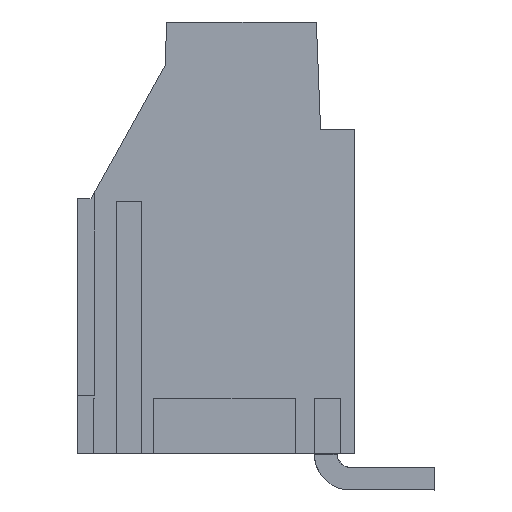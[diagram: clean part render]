
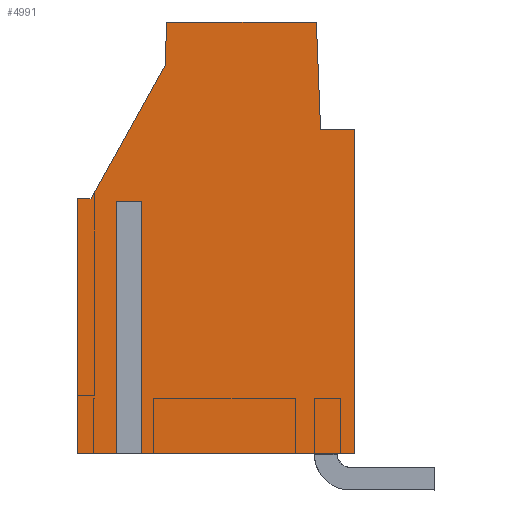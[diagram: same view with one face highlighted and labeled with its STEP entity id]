
A CAD part, left-side view. The second image highlights one B-rep face of the part: STEP entity #4991.
In plain terms, the highlighted planar face has unit normal (-1, 0, 0).
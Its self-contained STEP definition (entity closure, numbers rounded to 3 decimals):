
#4906=AXIS2_PLACEMENT_3D('Plane Axis2P3D',#4903,#4904,#4905) ;
#4471=CARTESIAN_POINT('Vertex',(0.65,3.2,14.3)) ;
#4474=CARTESIAN_POINT('Line Origine',(0.65,3.2,7.875)) ;
#4478=CARTESIAN_POINT('Vertex',(0.65,3.2,1.45)) ;
#4602=CARTESIAN_POINT('Vertex',(0.65,4.705,18.57)) ;
#4605=CARTESIAN_POINT('Line Origine',(0.65,4.622,16.435)) ;
#4609=CARTESIAN_POINT('Vertex',(0.65,4.538,14.3)) ;
#4876=CARTESIAN_POINT('Line Origine',(0.65,3.869,14.3)) ;
#4903=CARTESIAN_POINT('Axis2P3D Location',(0.65,-1.268,0.)) ;
#4908=CARTESIAN_POINT('Line Origine',(0.65,12.35,6.45)) ;
#4912=CARTESIAN_POINT('Vertex',(0.65,12.35,1.45)) ;
#4914=CARTESIAN_POINT('Vertex',(0.65,12.35,11.45)) ;
#4917=CARTESIAN_POINT('Line Origine',(0.65,12.15,11.45)) ;
#4921=CARTESIAN_POINT('Vertex',(0.65,11.95,11.45)) ;
#4924=CARTESIAN_POINT('Line Origine',(0.65,11.95,6.45)) ;
#4928=CARTESIAN_POINT('Vertex',(0.65,11.95,1.45)) ;
#4931=CARTESIAN_POINT('Line Origine',(0.65,7.575,1.45)) ;
#4936=CARTESIAN_POINT('Line Origine',(0.65,7.676,18.57)) ;
#4940=CARTESIAN_POINT('Vertex',(0.65,10.646,18.57)) ;
#4943=CARTESIAN_POINT('Line Origine',(0.65,10.676,17.71)) ;
#4947=CARTESIAN_POINT('Vertex',(0.65,10.706,16.849)) ;
#4950=CARTESIAN_POINT('Line Origine',(0.65,12.176,14.2)) ;
#4954=CARTESIAN_POINT('Vertex',(0.65,13.645,11.55)) ;
#4957=CARTESIAN_POINT('Line Origine',(0.65,13.923,11.55)) ;
#4961=CARTESIAN_POINT('Vertex',(0.65,14.2,11.55)) ;
#4964=CARTESIAN_POINT('Line Origine',(0.65,14.2,6.5)) ;
#4968=CARTESIAN_POINT('Vertex',(0.65,14.2,1.45)) ;
#4971=CARTESIAN_POINT('Line Origine',(0.65,13.275,1.45)) ;
#4475=DIRECTION('Vector Direction',(0.,0.,1.)) ;
#4606=DIRECTION('Vector Direction',(0.,-0.039,-0.999)) ;
#4877=DIRECTION('Vector Direction',(0.,1.,0.)) ;
#4904=DIRECTION('Axis2P3D Direction',(1.,0.,0.)) ;
#4905=DIRECTION('Axis2P3D XDirection',(0.,1.,0.)) ;
#4909=DIRECTION('Vector Direction',(0.,0.,1.)) ;
#4918=DIRECTION('Vector Direction',(0.,-1.,0.)) ;
#4925=DIRECTION('Vector Direction',(0.,0.,1.)) ;
#4932=DIRECTION('Vector Direction',(0.,1.,0.)) ;
#4937=DIRECTION('Vector Direction',(0.,1.,0.)) ;
#4944=DIRECTION('Vector Direction',(0.,0.035,-0.999)) ;
#4951=DIRECTION('Vector Direction',(0.,-0.485,0.875)) ;
#4958=DIRECTION('Vector Direction',(0.,-1.,0.)) ;
#4965=DIRECTION('Vector Direction',(0.,0.,-1.)) ;
#4972=DIRECTION('Vector Direction',(0.,1.,0.)) ;
#4476=VECTOR('Line Direction',#4475,1.) ;
#4607=VECTOR('Line Direction',#4606,1.) ;
#4878=VECTOR('Line Direction',#4877,1.) ;
#4910=VECTOR('Line Direction',#4909,1.) ;
#4919=VECTOR('Line Direction',#4918,1.) ;
#4926=VECTOR('Line Direction',#4925,1.) ;
#4933=VECTOR('Line Direction',#4932,1.) ;
#4938=VECTOR('Line Direction',#4937,1.) ;
#4945=VECTOR('Line Direction',#4944,1.) ;
#4952=VECTOR('Line Direction',#4951,1.) ;
#4959=VECTOR('Line Direction',#4958,1.) ;
#4966=VECTOR('Line Direction',#4965,1.) ;
#4973=VECTOR('Line Direction',#4972,1.) ;
#4977=ORIENTED_EDGE('',*,*,#4916,.T.) ;
#4978=ORIENTED_EDGE('',*,*,#4923,.T.) ;
#4979=ORIENTED_EDGE('',*,*,#4930,.F.) ;
#4980=ORIENTED_EDGE('',*,*,#4935,.F.) ;
#4981=ORIENTED_EDGE('',*,*,#4480,.F.) ;
#4982=ORIENTED_EDGE('',*,*,#4880,.F.) ;
#4983=ORIENTED_EDGE('',*,*,#4611,.F.) ;
#4984=ORIENTED_EDGE('',*,*,#4942,.F.) ;
#4985=ORIENTED_EDGE('',*,*,#4949,.F.) ;
#4986=ORIENTED_EDGE('',*,*,#4956,.F.) ;
#4987=ORIENTED_EDGE('',*,*,#4963,.F.) ;
#4988=ORIENTED_EDGE('',*,*,#4970,.F.) ;
#4989=ORIENTED_EDGE('',*,*,#4975,.F.) ;
#4991=ADVANCED_FACE('2',(#4990),#4907,.F.) ;
#4480=EDGE_CURVE('',#4472,#4479,#4477,.F.) ;
#4611=EDGE_CURVE('',#4603,#4610,#4608,.T.) ;
#4880=EDGE_CURVE('',#4610,#4472,#4879,.F.) ;
#4916=EDGE_CURVE('',#4913,#4915,#4911,.T.) ;
#4923=EDGE_CURVE('',#4915,#4922,#4920,.T.) ;
#4930=EDGE_CURVE('',#4929,#4922,#4927,.T.) ;
#4935=EDGE_CURVE('',#4479,#4929,#4934,.T.) ;
#4942=EDGE_CURVE('',#4941,#4603,#4939,.F.) ;
#4949=EDGE_CURVE('',#4948,#4941,#4946,.F.) ;
#4956=EDGE_CURVE('',#4955,#4948,#4953,.T.) ;
#4963=EDGE_CURVE('',#4962,#4955,#4960,.T.) ;
#4970=EDGE_CURVE('',#4969,#4962,#4967,.F.) ;
#4975=EDGE_CURVE('',#4913,#4969,#4974,.T.) ;
#4976=EDGE_LOOP('',(#4977,#4978,#4979,#4980,#4981,#4982,#4983,#4984,#4985,#4986,#4987,#4988,#4989)) ;
#4990=FACE_OUTER_BOUND('',#4976,.T.) ;
#4477=LINE('Line',#4474,#4476) ;
#4608=LINE('Line',#4605,#4607) ;
#4879=LINE('Line',#4876,#4878) ;
#4911=LINE('Line',#4908,#4910) ;
#4920=LINE('Line',#4917,#4919) ;
#4927=LINE('Line',#4924,#4926) ;
#4934=LINE('Line',#4931,#4933) ;
#4939=LINE('Line',#4936,#4938) ;
#4946=LINE('Line',#4943,#4945) ;
#4953=LINE('Line',#4950,#4952) ;
#4960=LINE('Line',#4957,#4959) ;
#4967=LINE('Line',#4964,#4966) ;
#4974=LINE('Line',#4971,#4973) ;
#4907=PLANE('',#4906) ;
#4472=VERTEX_POINT('',#4471) ;
#4479=VERTEX_POINT('',#4478) ;
#4603=VERTEX_POINT('',#4602) ;
#4610=VERTEX_POINT('',#4609) ;
#4913=VERTEX_POINT('',#4912) ;
#4915=VERTEX_POINT('',#4914) ;
#4922=VERTEX_POINT('',#4921) ;
#4929=VERTEX_POINT('',#4928) ;
#4941=VERTEX_POINT('',#4940) ;
#4948=VERTEX_POINT('',#4947) ;
#4955=VERTEX_POINT('',#4954) ;
#4962=VERTEX_POINT('',#4961) ;
#4969=VERTEX_POINT('',#4968) ;
